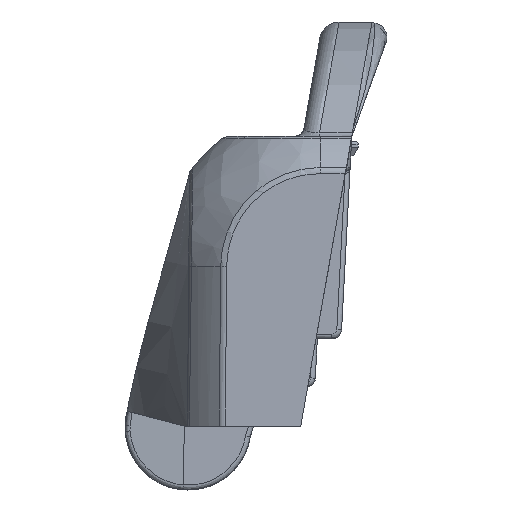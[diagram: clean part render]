
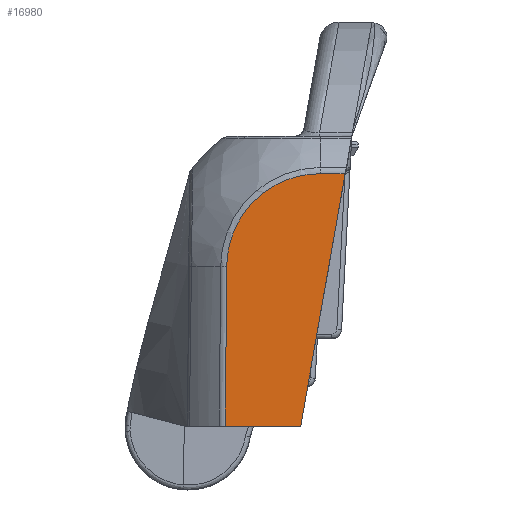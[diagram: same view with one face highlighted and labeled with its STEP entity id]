
A CAD part, front view. The second image highlights one B-rep face of the part: STEP entity #16980.
In plain terms, the highlighted face is planar.
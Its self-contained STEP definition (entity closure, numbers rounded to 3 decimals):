
#411=B_SPLINE_CURVE_WITH_KNOTS('',3,(#53133,#53134,#53135,#53136,#53137,
#53138,#53139,#53140,#53141,#53142,#53143,#53144,#53145,#53146,#53147,#53148,
#53149,#53150,#53151,#53152,#53153,#53154,#53155,#53156,#53157,#53158,#53159,
#53160,#53161,#53162,#53163,#53164,#53165,#53166,#53167,#53168),
 .UNSPECIFIED.,.F.,.F.,(4,2,2,2,2,2,2,2,2,2,2,2,2,2,2,2,2,4),(0.,
0.001,0.007,0.092,0.193,
0.345,0.364,0.405,0.627,
0.872,0.914,1.154,1.241,1.252,
1.392,1.438,1.483,1.501),
 .UNSPECIFIED.);
#1046=PLANE('',#18714);
#1986=FACE_OUTER_BOUND('',#3024,.T.);
#3024=EDGE_LOOP('',(#15130,#15131,#15132,#15133,#15134));
#4611=LINE('',#45983,#5693);
#4752=LINE('',#53119,#5834);
#4753=LINE('',#53131,#5835);
#4754=LINE('',#53169,#5836);
#5693=VECTOR('',#22448,26.458);
#5834=VECTOR('',#23099,7.782);
#5835=VECTOR('',#23104,2.578);
#5836=VECTOR('',#23105,16.487);
#7703=VERTEX_POINT('',#45980);
#7704=VERTEX_POINT('',#45982);
#7914=VERTEX_POINT('',#53118);
#7915=VERTEX_POINT('',#53130);
#7916=VERTEX_POINT('',#53132);
#10006=EDGE_CURVE('',#7703,#7704,#4611,.T.);
#10372=EDGE_CURVE('',#7704,#7914,#4752,.T.);
#10374=EDGE_CURVE('',#7703,#7915,#4753,.T.);
#10375=EDGE_CURVE('',#7915,#7916,#411,.T.);
#10376=EDGE_CURVE('',#7916,#7914,#4754,.T.);
#15130=ORIENTED_EDGE('',*,*,#10372,.F.);
#15131=ORIENTED_EDGE('',*,*,#10006,.F.);
#15132=ORIENTED_EDGE('',*,*,#10374,.T.);
#15133=ORIENTED_EDGE('',*,*,#10375,.T.);
#15134=ORIENTED_EDGE('',*,*,#10376,.T.);
#16980=ADVANCED_FACE('',(#1986),#1046,.F.);
#18714=AXIS2_PLACEMENT_3D('',#53129,#23102,#23103);
#22448=DIRECTION('',(-0.009,-0.174,0.985));
#23099=DIRECTION('',(0.009,-1.,0.));
#23102=DIRECTION('center_axis',(1.,0.009,0.01));
#23103=DIRECTION('ref_axis',(0.01,0.,-1.));
#23104=DIRECTION('',(0.009,-1.,0.));
#23105=DIRECTION('',(-0.01,-0.009,1.));
#45980=CARTESIAN_POINT('',(-99.772,-43.778,-26.155));
#45982=CARTESIAN_POINT('',(-99.999,-48.372,-0.1));
#45983=CARTESIAN_POINT('',(-99.772,-43.778,-26.155));
#53118=CARTESIAN_POINT('',(-99.932,-56.154,-0.1));
#53119=CARTESIAN_POINT('',(-99.999,-48.372,-0.1));
#53129=CARTESIAN_POINT('Origin',(-99.9,-60.,0.001));
#53130=CARTESIAN_POINT('',(-99.75,-46.356,-26.155));
#53131=CARTESIAN_POINT('',(-99.772,-43.778,-26.155));
#53132=CARTESIAN_POINT('',(-99.765,-56.01,-16.586));
#53133=CARTESIAN_POINT('Ctrl Pts',(-99.75,-46.356,
-26.155));
#53134=CARTESIAN_POINT('Ctrl Pts',(-99.75,-46.359,-26.155));
#53135=CARTESIAN_POINT('Ctrl Pts',(-99.75,-46.363,
-26.155));
#53136=CARTESIAN_POINT('Ctrl Pts',(-99.749,-46.385,
-26.155));
#53137=CARTESIAN_POINT('Ctrl Pts',(-99.749,-46.404,
-26.155));
#53138=CARTESIAN_POINT('Ctrl Pts',(-99.747,-46.707,
-26.155));
#53139=CARTESIAN_POINT('Ctrl Pts',(-99.744,-46.991,
-26.142));
#53140=CARTESIAN_POINT('Ctrl Pts',(-99.74,-47.61,
-26.081));
#53141=CARTESIAN_POINT('Ctrl Pts',(-99.737,-47.945,-26.031));
#53142=CARTESIAN_POINT('Ctrl Pts',(-99.732,-48.771,
-25.862));
#53143=CARTESIAN_POINT('Ctrl Pts',(-99.729,-49.261,
-25.721));
#53144=CARTESIAN_POINT('Ctrl Pts',(-99.727,-49.796,
-25.521));
#53145=CARTESIAN_POINT('Ctrl Pts',(-99.726,-49.856,
-25.498));
#53146=CARTESIAN_POINT('Ctrl Pts',(-99.725,-50.043,
-25.423));
#53147=CARTESIAN_POINT('Ctrl Pts',(-99.725,-50.169,
-25.37));
#53148=CARTESIAN_POINT('Ctrl Pts',(-99.722,-50.97,
-25.012));
#53149=CARTESIAN_POINT('Ctrl Pts',(-99.72,-51.617,-24.626));
#53150=CARTESIAN_POINT('Ctrl Pts',(-99.719,-52.862,-23.671));
#53151=CARTESIAN_POINT('Ctrl Pts',(-99.72,-53.447,
-23.096));
#53152=CARTESIAN_POINT('Ctrl Pts',(-99.723,-54.042,
-22.337));
#53153=CARTESIAN_POINT('Ctrl Pts',(-99.723,-54.128,
-22.223));
#53154=CARTESIAN_POINT('Ctrl Pts',(-99.726,-54.679,-21.45));
#53155=CARTESIAN_POINT('Ctrl Pts',(-99.73,-55.065,
-20.737));
#53156=CARTESIAN_POINT('Ctrl Pts',(-99.737,-55.462,
-19.722));
#53157=CARTESIAN_POINT('Ctrl Pts',(-99.739,-55.555,
-19.446));
#53158=CARTESIAN_POINT('Ctrl Pts',(-99.742,-55.647,
-19.13));
#53159=CARTESIAN_POINT('Ctrl Pts',(-99.742,-55.657,
-19.093));
#53160=CARTESIAN_POINT('Ctrl Pts',(-99.746,-55.792,
-18.604));
#53161=CARTESIAN_POINT('Ctrl Pts',(-99.75,-55.884,
-18.143));
#53162=CARTESIAN_POINT('Ctrl Pts',(-99.755,-55.96,
-17.524));
#53163=CARTESIAN_POINT('Ctrl Pts',(-99.757,-55.976,
-17.368));
#53164=CARTESIAN_POINT('Ctrl Pts',(-99.76,-55.999,
-17.064));
#53165=CARTESIAN_POINT('Ctrl Pts',(-99.761,-56.005,
-16.916));
#53166=CARTESIAN_POINT('Ctrl Pts',(-99.763,-56.009,
-16.708));
#53167=CARTESIAN_POINT('Ctrl Pts',(-99.764,-56.009,
-16.647));
#53168=CARTESIAN_POINT('Ctrl Pts',(-99.765,-56.01,
-16.586));
#53169=CARTESIAN_POINT('',(-99.765,-56.01,-16.586));
